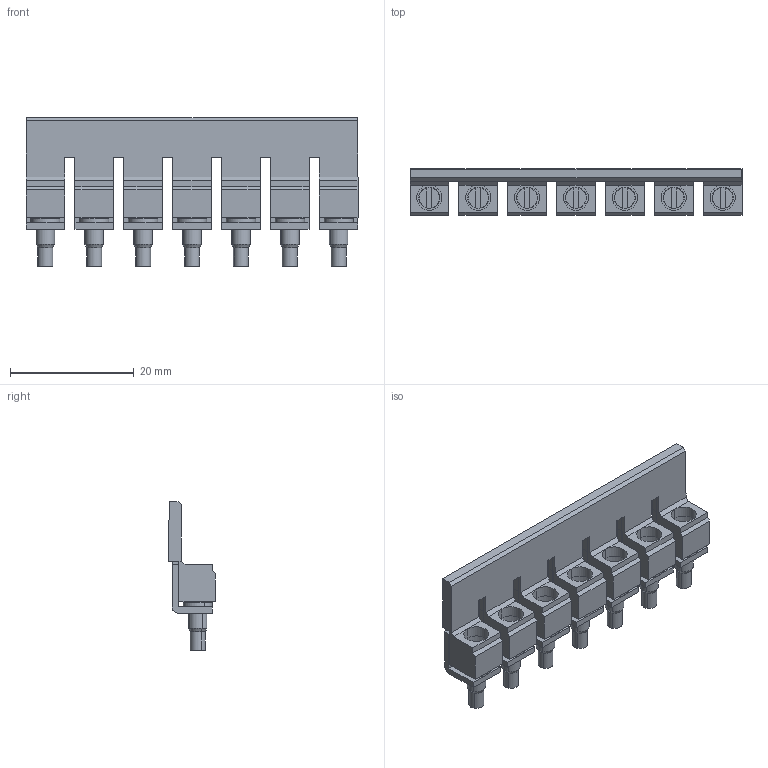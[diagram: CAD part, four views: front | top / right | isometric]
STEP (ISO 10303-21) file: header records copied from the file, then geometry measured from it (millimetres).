
FILE_DESCRIPTION(('CATIA V5 STEP Exchange','CAx-IF Rec.Pracs.--- Model Styling and Organization---1.4--- 2014-01-23'),'2;1');
FILE_NAME ('005241-10_0', '2021-06-17T07:43:19+00:00', ('none'), ('Weidmueller'), 'CATIA Version 5-6 Release 2016 SP3 HF44', 'CATIA V5 STEP AP214', 'none');
FILE_SCHEMA(('AUTOMOTIVE_DESIGN { 1 0 10303 214 1 1 1 1 }'));
Length unit declared in the file: millimetre
Products named in the file (1): 1062680000
Bounding box: 53.63 x 7.54 x 24 mm (x, y, z)
Volume: 3074.2 mm3; surface area: 6181.2 mm2
Topology: 2 solids, 2 shells, 312 faces, 846 edges, 552 vertices
Faces by surface type: plane 207, cylinder 77, cone 28
Entity records: 9015 total; most frequent: CARTESIAN_POINT 1709, ORIENTED_EDGE 1692, DIRECTION 1166, EDGE_CURVE 846, VECTOR 594, LINE 594, VERTEX_POINT 552, AXIS2_PLACEMENT_3D 399
